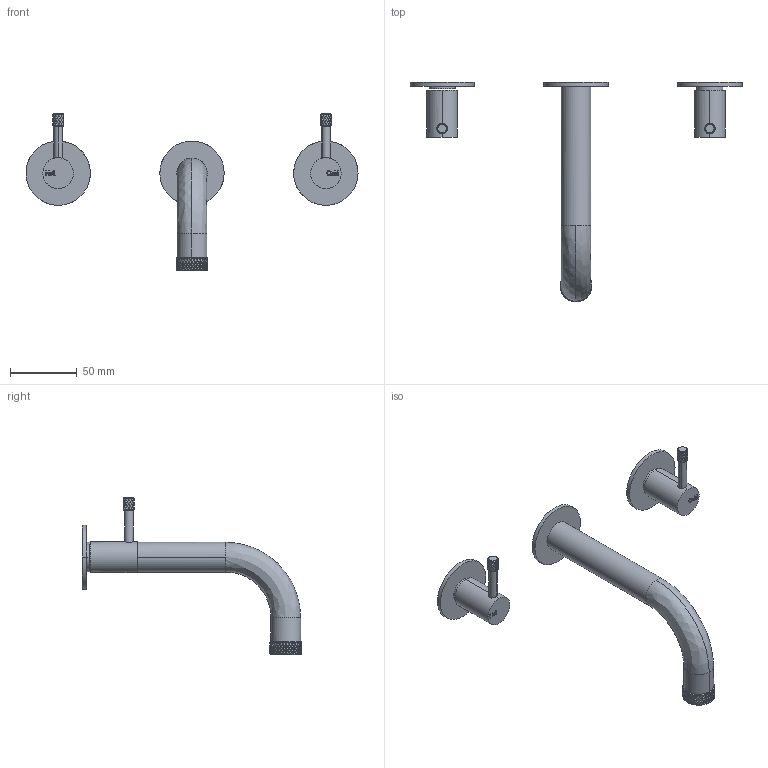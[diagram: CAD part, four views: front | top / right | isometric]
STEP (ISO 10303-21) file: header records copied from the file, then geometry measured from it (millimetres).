
FILE_DESCRIPTION(/* description */ (''),/* implementation_level */ '2;1');
FILE_NAME(/* name */ 'SCALA_NOVA_SNWBBS150.01_WALL_BASIN_BATH_SET_150_STEP',/* time_stamp */ '2026-02-16T13:09:48+11:00',/* author */ (''),/* organization */ (''),/* preprocessor_version */ 'ST-DEVELOPER v16.5',/* originating_system */ 'Rhino 7.38',/* authorisation */ '');
FILE_SCHEMA (('AUTOMOTIVE_DESIGN'));
Products named in the file (3): Document; Block 13; Block 14
Assembly tree (2 placements, depth 2):
  Document
    Block 13
    Block 14
Bounding box: 248 x 163.85 x 117.65 mm (x, y, z)
Volume: 123297.6 mm3; surface area: 39198 mm2
Topology: 10 solids, 12 shells, 2929 faces, 6724 edges, 3961 vertices
Faces by surface type: bspline 1470, plane 956, cylinder 503
Entity records: 127973 total; most frequent: CARTESIAN_POINT 86015, ORIENTED_EDGE 13439, EDGE_CURVE 6720, B_SPLINE_CURVE_WITH_KNOTS 4266, VERTEX_POINT 3959, EDGE_LOOP 3078, ADVANCED_FACE 2928, FACE_OUTER_BOUND 2928
